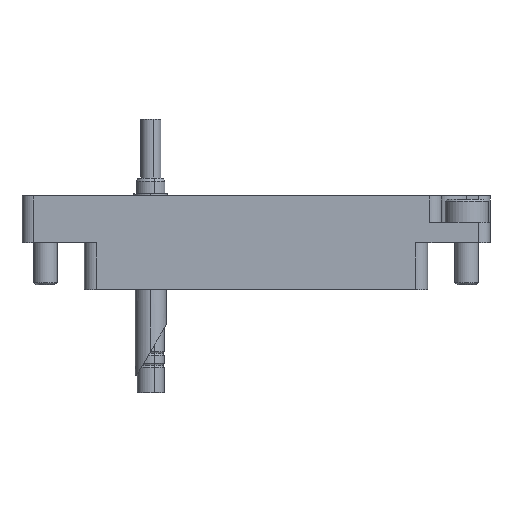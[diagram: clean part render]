
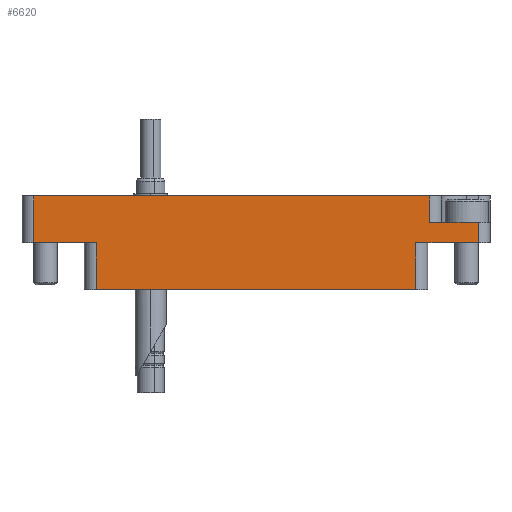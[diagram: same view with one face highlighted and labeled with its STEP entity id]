
A CAD part, left-side view. The second image highlights one B-rep face of the part: STEP entity #6620.
In plain terms, the highlighted face is planar.
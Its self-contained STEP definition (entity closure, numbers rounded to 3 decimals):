
#109 = CARTESIAN_POINT ( 'NONE',  ( 20.5, 0., 14.35 ) ) ;
#392 = VECTOR ( 'NONE', #3131, 1000. ) ;
#473 = VECTOR ( 'NONE', #6319, 1000. ) ;
#613 = EDGE_CURVE ( 'NONE', #8619, #9529, #11050, .T. ) ;
#883 = VECTOR ( 'NONE', #3259, 1000. ) ;
#1109 = CARTESIAN_POINT ( 'NONE',  ( 28.5, 2.6, 14.35 ) ) ;
#1230 = CARTESIAN_POINT ( 'NONE',  ( -20.5, 0., 14.35 ) ) ;
#1448 = CARTESIAN_POINT ( 'NONE',  ( -28.5, 0., 14.35 ) ) ;
#1952 = ORIENTED_EDGE ( 'NONE', *, *, #613, .T. ) ;
#2146 = LINE ( 'NONE', #10920, #4489 ) ;
#2166 = EDGE_CURVE ( 'NONE', #8619, #2665, #4367, .T. ) ;
#2410 = CARTESIAN_POINT ( 'NONE',  ( -30., 6., 14.35 ) ) ;
#2621 = VECTOR ( 'NONE', #10806, 1000. ) ;
#2665 = VERTEX_POINT ( 'NONE', #4748 ) ;
#2725 = CARTESIAN_POINT ( 'NONE',  ( 22.25, 6., 14.35 ) ) ;
#2873 = ORIENTED_EDGE ( 'NONE', *, *, #8790, .T. ) ;
#2911 = DIRECTION ( 'NONE',  ( 0., 0., -1. ) ) ;
#3065 = EDGE_CURVE ( 'NONE', #6369, #9529, #11148, .T. ) ;
#3118 = LINE ( 'NONE', #2410, #8178 ) ;
#3131 = DIRECTION ( 'NONE',  ( -1., 0., 0. ) ) ;
#3259 = DIRECTION ( 'NONE',  ( 1., 0., 0. ) ) ;
#3475 = DIRECTION ( 'NONE',  ( -1., 0., 0. ) ) ;
#3518 = CARTESIAN_POINT ( 'NONE',  ( 28.5, 2.6, 14.35 ) ) ;
#3557 = ORIENTED_EDGE ( 'NONE', *, *, #3065, .F. ) ;
#3678 = LINE ( 'NONE', #109, #2621 ) ;
#3708 = AXIS2_PLACEMENT_3D ( 'NONE', #7422, #2911, #6487 ) ;
#3805 = FACE_OUTER_BOUND ( 'NONE', #8532, .T. ) ;
#4101 = VECTOR ( 'NONE', #7505, 1000. ) ;
#4145 = LINE ( 'NONE', #5848, #4683 ) ;
#4367 = LINE ( 'NONE', #5257, #6599 ) ;
#4450 = VERTEX_POINT ( 'NONE', #10042 ) ;
#4472 = EDGE_CURVE ( 'NONE', #6369, #9403, #2146, .T. ) ;
#4489 = VECTOR ( 'NONE', #7543, 1000. ) ;
#4555 = VERTEX_POINT ( 'NONE', #10515 ) ;
#4573 = DIRECTION ( 'NONE',  ( 0., -1., 0. ) ) ;
#4683 = VECTOR ( 'NONE', #7704, 1000. ) ;
#4748 = CARTESIAN_POINT ( 'NONE',  ( 20.5, 0., 14.35 ) ) ;
#4866 = CARTESIAN_POINT ( 'NONE',  ( 22.25, 2.6, 14.35 ) ) ;
#4989 = EDGE_CURVE ( 'NONE', #10253, #7824, #5177, .T. ) ;
#5070 = ORIENTED_EDGE ( 'NONE', *, *, #6236, .F. ) ;
#5177 = LINE ( 'NONE', #8125, #10836 ) ;
#5257 = CARTESIAN_POINT ( 'NONE',  ( 30., 0., 14.35 ) ) ;
#5714 = ORIENTED_EDGE ( 'NONE', *, *, #4989, .T. ) ;
#5848 = CARTESIAN_POINT ( 'NONE',  ( -22., -6., 14.35 ) ) ;
#6236 = EDGE_CURVE ( 'NONE', #7276, #7824, #9549, .T. ) ;
#6319 = DIRECTION ( 'NONE',  ( 0., 1., 0. ) ) ;
#6369 = VERTEX_POINT ( 'NONE', #4866 ) ;
#6487 = DIRECTION ( 'NONE',  ( -1., 0., 0. ) ) ;
#6599 = VECTOR ( 'NONE', #3475, 1000. ) ;
#6620 = ADVANCED_FACE ( 'NONE', ( #3805 ), #9287, .F. ) ;
#6686 = DIRECTION ( 'NONE',  ( 1., 0., 0. ) ) ;
#7276 = VERTEX_POINT ( 'NONE', #10896 ) ;
#7411 = EDGE_CURVE ( 'NONE', #10253, #9403, #3118, .T. ) ;
#7422 = CARTESIAN_POINT ( 'NONE',  ( -30., 0., 14.35 ) ) ;
#7505 = DIRECTION ( 'NONE',  ( 0., -1., 0. ) ) ;
#7543 = DIRECTION ( 'NONE',  ( 0., 1., 0. ) ) ;
#7704 = DIRECTION ( 'NONE',  ( -1., 0., 0. ) ) ;
#7771 = ORIENTED_EDGE ( 'NONE', *, *, #11475, .F. ) ;
#7824 = VERTEX_POINT ( 'NONE', #1448 ) ;
#8125 = CARTESIAN_POINT ( 'NONE',  ( -28.5, 0., 14.35 ) ) ;
#8141 = ORIENTED_EDGE ( 'NONE', *, *, #7411, .F. ) ;
#8178 = VECTOR ( 'NONE', #6686, 1000. ) ;
#8532 = EDGE_LOOP ( 'NONE', ( #7771, #11327, #10208, #1952, #3557, #8565, #8141, #5714, #5070, #2873 ) ) ;
#8565 = ORIENTED_EDGE ( 'NONE', *, *, #4472, .T. ) ;
#8619 = VERTEX_POINT ( 'NONE', #10552 ) ;
#8790 = EDGE_CURVE ( 'NONE', #7276, #4555, #9248, .T. ) ;
#9062 = EDGE_CURVE ( 'NONE', #4450, #2665, #3678, .T. ) ;
#9248 = LINE ( 'NONE', #1230, #4101 ) ;
#9287 = PLANE ( 'NONE',  #3708 ) ;
#9331 = CARTESIAN_POINT ( 'NONE',  ( 30., 0., 14.35 ) ) ;
#9403 = VERTEX_POINT ( 'NONE', #2725 ) ;
#9529 = VERTEX_POINT ( 'NONE', #3518 ) ;
#9549 = LINE ( 'NONE', #9331, #392 ) ;
#10042 = CARTESIAN_POINT ( 'NONE',  ( 20.5, -6., 14.35 ) ) ;
#10208 = ORIENTED_EDGE ( 'NONE', *, *, #2166, .F. ) ;
#10253 = VERTEX_POINT ( 'NONE', #10693 ) ;
#10277 = CARTESIAN_POINT ( 'NONE',  ( 30., 2.6, 14.35 ) ) ;
#10515 = CARTESIAN_POINT ( 'NONE',  ( -20.5, -6., 14.35 ) ) ;
#10552 = CARTESIAN_POINT ( 'NONE',  ( 28.5, 0., 14.35 ) ) ;
#10693 = CARTESIAN_POINT ( 'NONE',  ( -28.5, 6., 14.35 ) ) ;
#10806 = DIRECTION ( 'NONE',  ( 0., 1., 0. ) ) ;
#10836 = VECTOR ( 'NONE', #4573, 1000. ) ;
#10896 = CARTESIAN_POINT ( 'NONE',  ( -20.5, 0., 14.35 ) ) ;
#10920 = CARTESIAN_POINT ( 'NONE',  ( 22.25, 0., 14.35 ) ) ;
#11050 = LINE ( 'NONE', #1109, #473 ) ;
#11148 = LINE ( 'NONE', #10277, #883 ) ;
#11327 = ORIENTED_EDGE ( 'NONE', *, *, #9062, .T. ) ;
#11475 = EDGE_CURVE ( 'NONE', #4450, #4555, #4145, .T. ) ;
